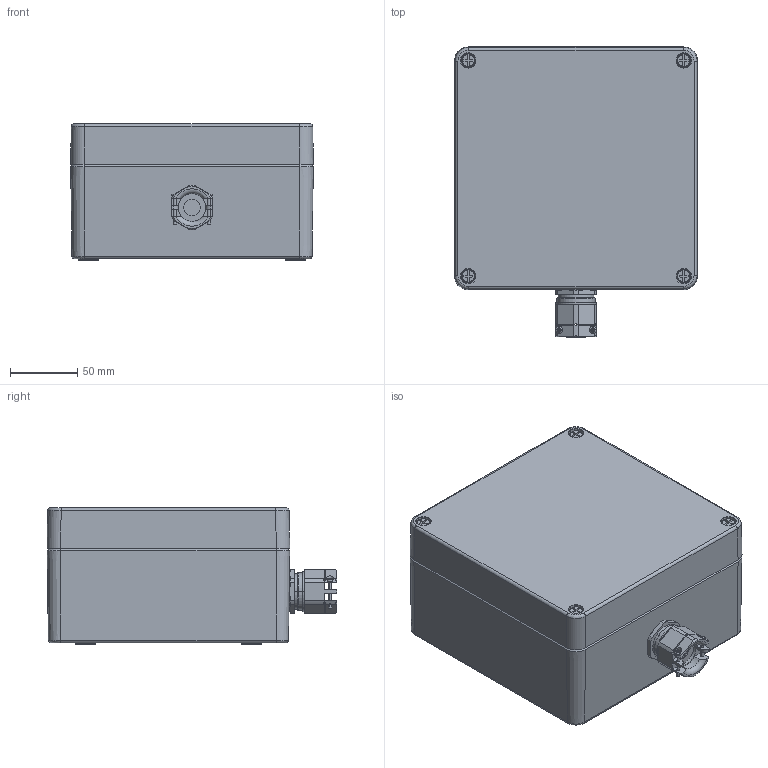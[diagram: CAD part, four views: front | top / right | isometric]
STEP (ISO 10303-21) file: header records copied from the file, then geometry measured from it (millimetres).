
FILE_DESCRIPTION(/* description */ ('VariCAD 2023-2.08 AP-214'),/* implementation_level */ '2;1');
FILE_NAME(/* name */ 'SBL_Box_mit_Verschraubung.stp',/* time_stamp */ '2026-03-06T10:31:13+01:00',/* author */ (''),/* organization */ (''),/* preprocessor_version */ 'VariCAD 2023-2.08',/* originating_system */ 'VariCAD 2023-2.08; kernel version (20180118)',/* authorisation */ '');
FILE_SCHEMA(('AUTOMOTIVE_DESIGN'));
Length unit declared in the file: millimetre
Products named in the file (8): SBL_Box_mit_Verschraubung; 93136; 02160_Bearbeitung n.Zeichn. (01-2-021510-03-0); 01160_Bearbeitung 01-2-011600-01-0; 1800.25.03.205 12.5
Assembly tree (7 placements, depth 2):
  SBL_Box_mit_Verschraubung
    93136
    93136
    93136
    93136
    02160_Bearbeitung n.Zeichn. (01-2-021510-03-0)
    01160_Bearbeitung 01-2-011600-01-0
    1800.25.03.205 12.5
Bounding box: 180 x 215 x 101 mm (x, y, z)
Volume: 728380.9 mm3; surface area: 297395.7 mm2
Topology: 7 solids, 9 shells, 1113 faces, 2678 edges, 1672 vertices
Faces by surface type: plane 438, cylinder 235, cone 226, torus 121, bspline 85, sphere 8
Entity records: 46218 total; most frequent: CARTESIAN_POINT 20410, ORIENTED_EDGE 5324, DIRECTION 5272, EDGE_CURVE 2662, AXIS2_PLACEMENT_3D 1994, VERTEX_POINT 1672, LINE 1284, VECTOR 1284
